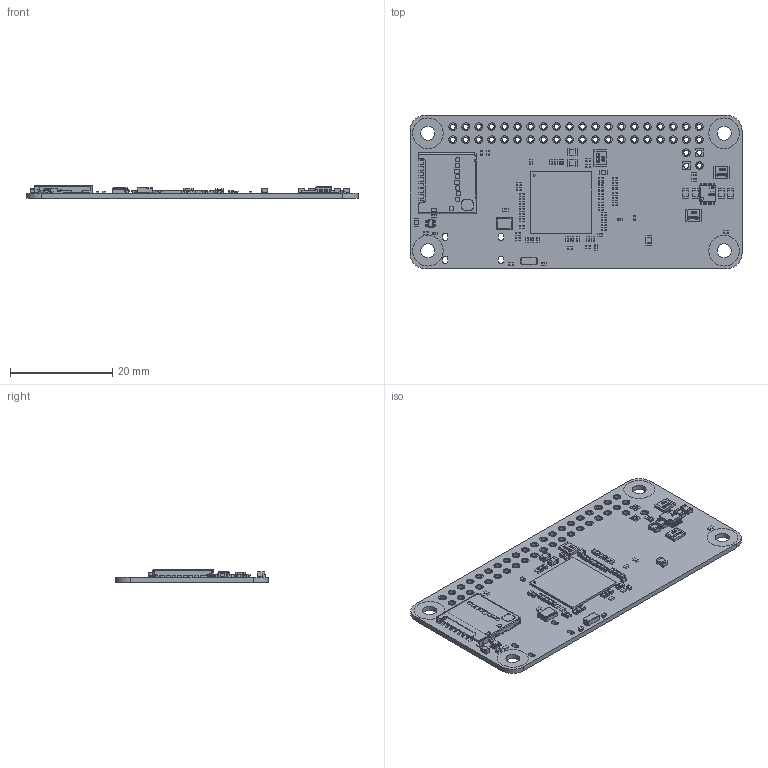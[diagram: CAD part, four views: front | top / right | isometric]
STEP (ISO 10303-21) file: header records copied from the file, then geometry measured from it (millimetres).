
FILE_DESCRIPTION(/* description */ (''),/* implementation_level */ '2;1');
FILE_NAME(/* name */ 'RapberryPiZeroLowProfile v2.step',/* time_stamp */ '2021-03-16T20:18:28-07:00',/* author */ (''),/* organization */ (''),/* preprocessor_version */ 'ST-DEVELOPER v18.1',/* originating_system */ 'Autodesk Translation Framework v9.10.0.1330',/* authorisation */ '');
FILE_SCHEMA (('AUTOMOTIVE_DESIGN { 1 0 10303 214 3 1 1 }'));
Length unit declared in the file: millimetre
Products named in the file (15): RapberryPiZeroLowProfile; Component16; Raspberry_pizero_BCM2835 with VC4; Crystal 3.4x2.4mm; CAP-0306; 32,768 Khz Crystal; 0805- Capacitor; Voltage Regulator 3x3mm 12-Pin; micro sd molex; 0204- Resistor; 6-Pin SOT; 1210 inductor; 0204 - Capacitor Brown; Raspberry_pizero_PCB; 0204 - Capacitor
Assembly tree (79 placements, depth 3):
  RapberryPiZeroLowProfile
    Component16
      0204 - Capacitor  x34
      0204- Resistor  x17
      CAP-0306  x2
      Raspberry_pizero_BCM2835 with VC4
      Crystal 3.4x2.4mm
      0805- Capacitor  x7
      32,768 Khz Crystal
      0204 - Capacitor Brown  x8
      Voltage Regulator 3x3mm 12-Pin
      micro sd molex
      1210 inductor  x3
      6-Pin SOT
      Raspberry_pizero_PCB
Bounding box: 65 x 30 x 2.42 mm (x, y, z)
Volume: 2158.9 mm3; surface area: 5829.1 mm2
Topology: 134 solids, 134 shells, 4204 faces, 10460 edges, 6307 vertices
Faces by surface type: plane 1886, cylinder 1643, sphere 589, bspline 85, torus 1
Full cylindrical faces by diameter (mm): 0.2 x168, 0.4 x1, 0.6 x1, 1 x44, 1.5 x84, 2.75 x4, 6 x8
Entity records: 54905 total; most frequent: CARTESIAN_POINT 10876, DIRECTION 9191, ORIENTED_EDGE 8402, EDGE_CURVE 4201, AXIS2_PLACEMENT_3D 3420, VERTEX_POINT 2877, LINE 2351, VECTOR 2351
